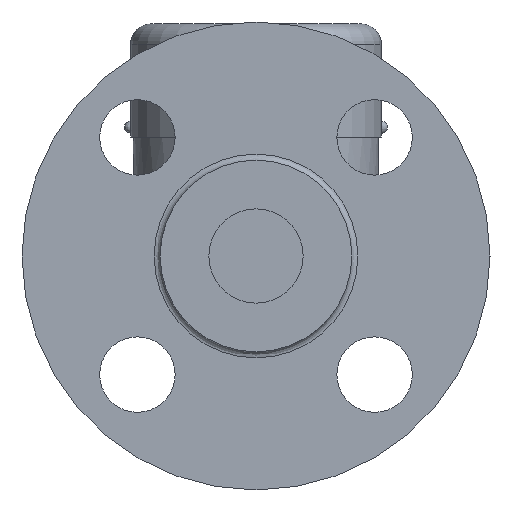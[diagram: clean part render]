
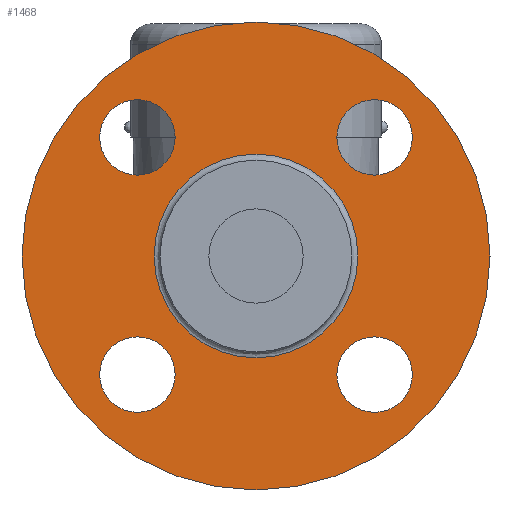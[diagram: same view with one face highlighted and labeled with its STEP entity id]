
A CAD part, left-side view. The second image highlights one B-rep face of the part: STEP entity #1468.
In plain terms, the highlighted planar face has unit normal (-1, 0, 0).
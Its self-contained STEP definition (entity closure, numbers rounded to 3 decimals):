
#1285=CARTESIAN_POINT('',(-103.4,0.0,62.0));
#1286=VERTEX_POINT('',#1285);
#1287=CARTESIAN_POINT('',(-103.4,0.0,0.));
#1288=DIRECTION('',(-1.0,0.0,0.0));
#1289=DIRECTION('',(0.0,0.0,1.0));
#1290=AXIS2_PLACEMENT_3D('',#1287,#1288,#1289);
#1291=CIRCLE('',#1290,62.0);
#1292=EDGE_CURVE('',#1286,#1286,#1291,.T.);
#1390=CARTESIAN_POINT('',(-103.4,0.0,27.));
#1391=VERTEX_POINT('',#1390);
#1392=CARTESIAN_POINT('',(-103.4,0.0,0.));
#1393=DIRECTION('',(-1.0,0.0,0.0));
#1394=DIRECTION('',(0.0,0.0,-1.0));
#1395=AXIS2_PLACEMENT_3D('',#1392,#1393,#1394);
#1396=CIRCLE('',#1395,27.);
#1397=EDGE_CURVE('',#1391,#1391,#1396,.T.);
#1413=CARTESIAN_POINT('',(-103.4,0.0,43.7));
#1414=DIRECTION('',(-1.0,0.0,0.0));
#1415=DIRECTION('',(0.0,0.0,1.0));
#1416=AXIS2_PLACEMENT_3D('',#1413,#1414,#1415);
#1417=PLANE('',#1416);
#1418=ORIENTED_EDGE('',*,*,#1292,.T.);
#1419=EDGE_LOOP('',(#1418));
#1420=FACE_OUTER_BOUND('',#1419,.T.);
#1421=CARTESIAN_POINT('',(-103.4,31.431,41.431));
#1422=VERTEX_POINT('',#1421);
#1423=CARTESIAN_POINT('',(-103.4,31.431,31.431));
#1424=DIRECTION('',(1.0,0.0,0.0));
#1425=DIRECTION('',(0.0,0.0,1.0));
#1426=AXIS2_PLACEMENT_3D('',#1423,#1424,#1425);
#1427=CIRCLE('',#1426,10.0);
#1428=EDGE_CURVE('',#1422,#1422,#1427,.T.);
#1429=ORIENTED_EDGE('',*,*,#1428,.T.);
#1430=EDGE_LOOP('',(#1429));
#1431=FACE_BOUND('',#1430,.T.);
#1432=CARTESIAN_POINT('',(-103.4,41.431,-31.431));
#1433=VERTEX_POINT('',#1432);
#1434=CARTESIAN_POINT('',(-103.4,31.431,-31.431));
#1435=DIRECTION('',(1.0,0.0,0.0));
#1436=DIRECTION('',(0.0,1.0,0.0));
#1437=AXIS2_PLACEMENT_3D('',#1434,#1435,#1436);
#1438=CIRCLE('',#1437,10.0);
#1439=EDGE_CURVE('',#1433,#1433,#1438,.T.);
#1440=ORIENTED_EDGE('',*,*,#1439,.T.);
#1441=EDGE_LOOP('',(#1440));
#1442=FACE_BOUND('',#1441,.T.);
#1443=CARTESIAN_POINT('',(-103.4,-31.431,-41.431));
#1444=VERTEX_POINT('',#1443);
#1445=CARTESIAN_POINT('',(-103.4,-31.431,-31.431));
#1446=DIRECTION('',(1.0,0.0,0.0));
#1447=DIRECTION('',(0.0,0.0,-1.0));
#1448=AXIS2_PLACEMENT_3D('',#1445,#1446,#1447);
#1449=CIRCLE('',#1448,10.0);
#1450=EDGE_CURVE('',#1444,#1444,#1449,.T.);
#1451=ORIENTED_EDGE('',*,*,#1450,.T.);
#1452=EDGE_LOOP('',(#1451));
#1453=FACE_BOUND('',#1452,.T.);
#1454=CARTESIAN_POINT('',(-103.4,-41.431,31.431));
#1455=VERTEX_POINT('',#1454);
#1456=CARTESIAN_POINT('',(-103.4,-31.431,31.431));
#1457=DIRECTION('',(1.0,0.0,0.0));
#1458=DIRECTION('',(0.0,-1.0,0.0));
#1459=AXIS2_PLACEMENT_3D('',#1456,#1457,#1458);
#1460=CIRCLE('',#1459,10.0);
#1461=EDGE_CURVE('',#1455,#1455,#1460,.T.);
#1462=ORIENTED_EDGE('',*,*,#1461,.T.);
#1463=EDGE_LOOP('',(#1462));
#1464=FACE_BOUND('',#1463,.T.);
#1465=ORIENTED_EDGE('',*,*,#1397,.F.);
#1466=EDGE_LOOP('',(#1465));
#1467=FACE_BOUND('',#1466,.T.);
#1468=ADVANCED_FACE('',(#1420,#1431,#1442,#1453,#1464,#1467),#1417,.T.);
